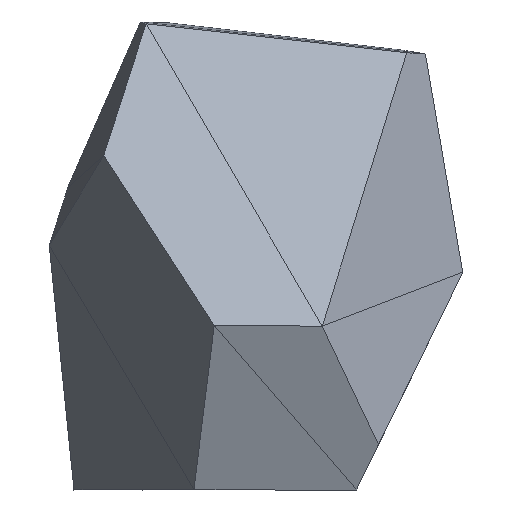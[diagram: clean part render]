
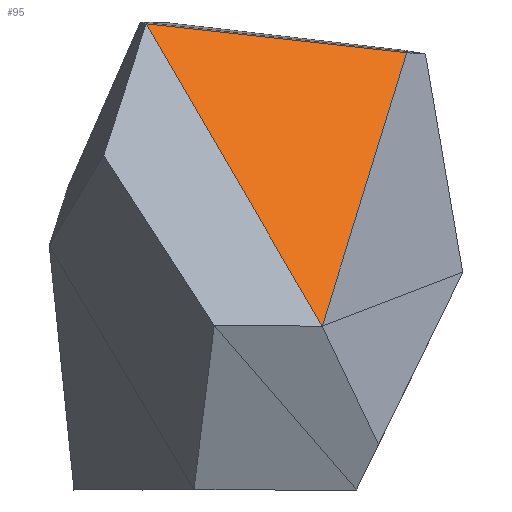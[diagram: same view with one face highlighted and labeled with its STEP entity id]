
A CAD part, left-side view. The second image highlights one B-rep face of the part: STEP entity #95.
In plain terms, the highlighted planar face has unit normal (-0.812, -0.117, 0.571).
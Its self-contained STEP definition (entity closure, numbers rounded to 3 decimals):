
#4 = DIRECTION ( 'NONE',  ( -0.472, -0.444, -0.762 ) ) ;
#12 = LINE ( 'NONE', #466, #489 ) ;
#20 = CARTESIAN_POINT ( 'NONE',  ( -1.428, -14.84, 41.275 ) ) ;
#61 = ORIENTED_EDGE ( 'NONE', *, *, #531, .T. ) ;
#68 = VERTEX_POINT ( 'NONE', #453 ) ;
#73 = LINE ( 'NONE', #309, #567 ) ;
#92 = PLANE ( 'NONE',  #181 ) ;
#95 = ADVANCED_FACE ( 'NONE', ( #569 ), #92, .T. ) ;
#124 = EDGE_CURVE ( 'NONE', #68, #277, #393, .T. ) ;
#181 = AXIS2_PLACEMENT_3D ( 'NONE', #229, #231, #4 ) ;
#188 = CARTESIAN_POINT ( 'NONE',  ( -2.24, -2.531, 42.64 ) ) ;
#229 = CARTESIAN_POINT ( 'NONE',  ( -3.051, 9.779, 44.005 ) ) ;
#231 = DIRECTION ( 'NONE',  ( -0.812, -0.117, 0.571 ) ) ;
#238 = VECTOR ( 'NONE', #575, 1000. ) ;
#277 = VERTEX_POINT ( 'NONE', #20 ) ;
#296 = CARTESIAN_POINT ( 'NONE',  ( -20.723, -6.861, 15.475 ) ) ;
#297 = VERTEX_POINT ( 'NONE', #296 ) ;
#309 = CARTESIAN_POINT ( 'NONE',  ( -11.887, 1.459, 29.74 ) ) ;
#333 = ORIENTED_EDGE ( 'NONE', *, *, #592, .F. ) ;
#382 = EDGE_LOOP ( 'NONE', ( #61, #333, #431 ) ) ;
#393 = LINE ( 'NONE', #188, #238 ) ;
#431 = ORIENTED_EDGE ( 'NONE', *, *, #124, .F. ) ;
#453 = CARTESIAN_POINT ( 'NONE',  ( -3.051, 9.779, 44.005 ) ) ;
#466 = CARTESIAN_POINT ( 'NONE',  ( -11.076, -10.85, 28.375 ) ) ;
#489 = VECTOR ( 'NONE', #578, 1000. ) ;
#511 = DIRECTION ( 'NONE',  ( -0.472, -0.444, -0.762 ) ) ;
#531 = EDGE_CURVE ( 'NONE', #68, #297, #73, .T. ) ;
#567 = VECTOR ( 'NONE', #511, 1000. ) ;
#569 = FACE_OUTER_BOUND ( 'NONE', #382, .T. ) ;
#575 = DIRECTION ( 'NONE',  ( 0.065, -0.992, -0.11 ) ) ;
#578 = DIRECTION ( 'NONE',  ( -0.581, 0.24, -0.777 ) ) ;
#592 = EDGE_CURVE ( 'NONE', #277, #297, #12, .T. ) ;
